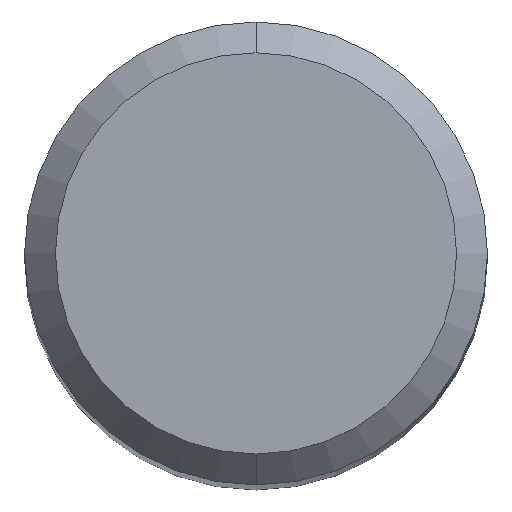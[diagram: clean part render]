
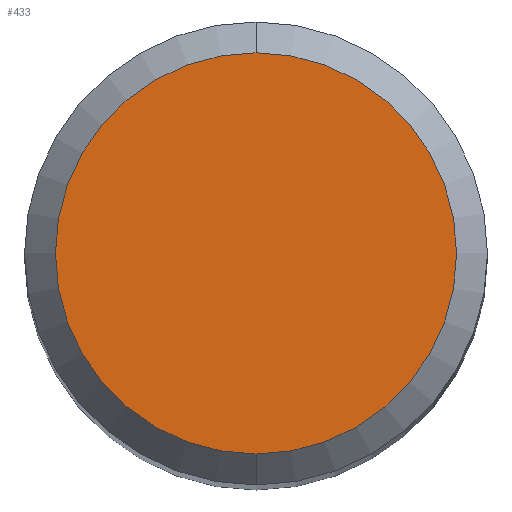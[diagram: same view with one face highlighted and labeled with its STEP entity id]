
A CAD part, top view. The second image highlights one B-rep face of the part: STEP entity #433.
In plain terms, the highlighted planar face has unit normal (0, 0, 1).
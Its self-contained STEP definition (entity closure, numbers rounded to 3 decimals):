
#243=VERTEX_POINT('',#551);
#289=EDGE_CURVE('',#325,#243,#602,.T.);
#325=VERTEX_POINT('',#638);
#357=EDGE_CURVE('',#243,#325,#673,.T.);
#433=ADVANCED_FACE('',(#757),#758,.T.);
#551=CARTESIAN_POINT('',(0.0,2.6,0.0));
#602=CIRCLE('',#1106,2.6);
#638=CARTESIAN_POINT('',(0.,-2.6,0.0));
#673=CIRCLE('',#1240,2.6);
#757=FACE_OUTER_BOUND('',#1356,.T.);
#758=PLANE('',#1357);
#1106=AXIS2_PLACEMENT_3D('',#1568,#1569,#1570);
#1240=AXIS2_PLACEMENT_3D('',#1622,#1623,#1624);
#1356=EDGE_LOOP('',(#1731,#1732));
#1357=AXIS2_PLACEMENT_3D('',#1733,#1734,#1735);
#1568=CARTESIAN_POINT('',(0.0,0.0,0.0));
#1569=DIRECTION('',(0.0,0.0,-1.0));
#1570=DIRECTION('',(0.0,1.0,0.0));
#1622=CARTESIAN_POINT('',(0.0,0.0,0.0));
#1623=DIRECTION('',(0.0,0.0,-1.0));
#1624=DIRECTION('',(0.0,1.0,0.0));
#1731=ORIENTED_EDGE('',*,*,#357,.F.);
#1732=ORIENTED_EDGE('',*,*,#289,.F.);
#1733=CARTESIAN_POINT('',(0.0,1.3,0.0));
#1734=DIRECTION('',(-0.0,0.0,1.0));
#1735=DIRECTION('',(0.0,-1.0,0.0));
